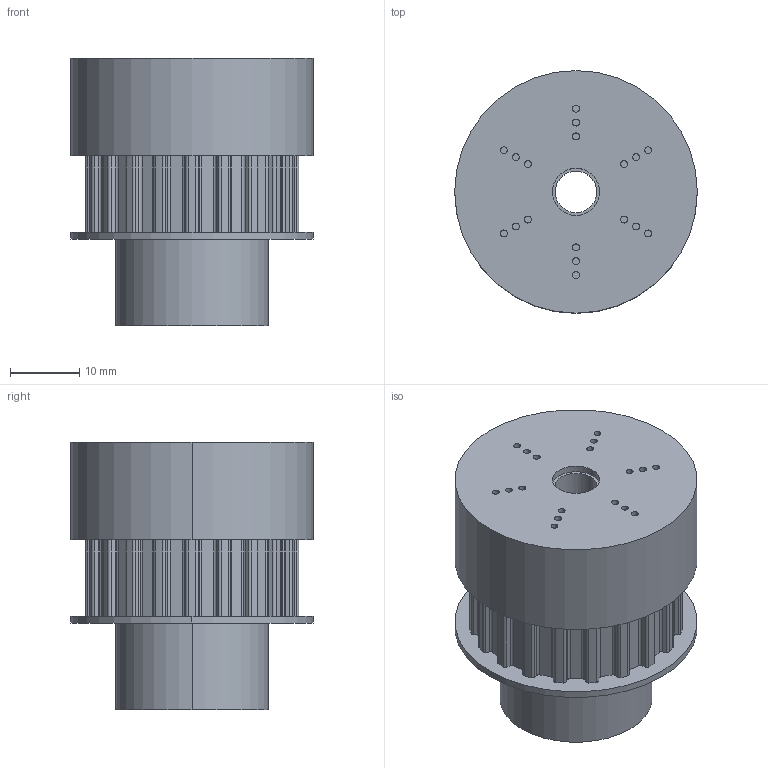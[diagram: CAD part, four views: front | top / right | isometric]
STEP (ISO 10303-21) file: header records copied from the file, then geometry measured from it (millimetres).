
FILE_DESCRIPTION (( 'STEP AP214' ), '1' );
FILE_NAME ('Elbow_Small_Pulley.STEP', '2020-12-23T17:46:26', ( '' ), ( '' ), 'SwSTEP 2.0', 'SolidWorks 2020', '' );
FILE_SCHEMA (( 'AUTOMOTIVE_DESIGN' ));
Length unit declared in the file: millimetre
Products named in the file (1): Elbow_Small_Pulley
Bounding box: 35 x 35 x 38.6 mm (x, y, z)
Volume: 24932.7 mm3; surface area: 7863.3 mm2
Topology: 1 solids, 1 shells, 250 faces, 675 edges, 450 vertices
Faces by surface type: cylinder 165, plane 85
Entity records: 8047 total; most frequent: DIRECTION 1507, CARTESIAN_POINT 1376, ORIENTED_EDGE 1350, EDGE_CURVE 675, AXIS2_PLACEMENT_3D 581, VERTEX_POINT 450, VECTOR 345, LINE 345
